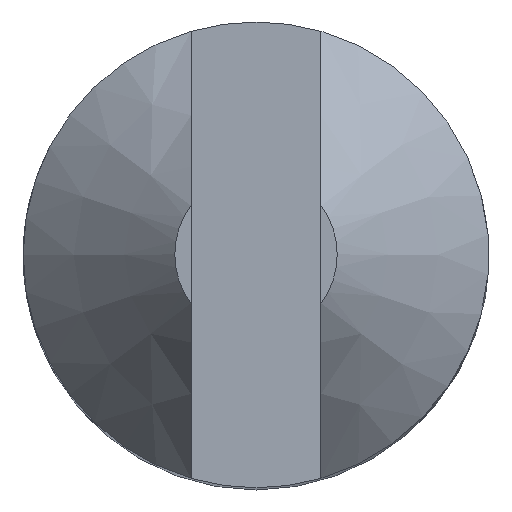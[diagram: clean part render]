
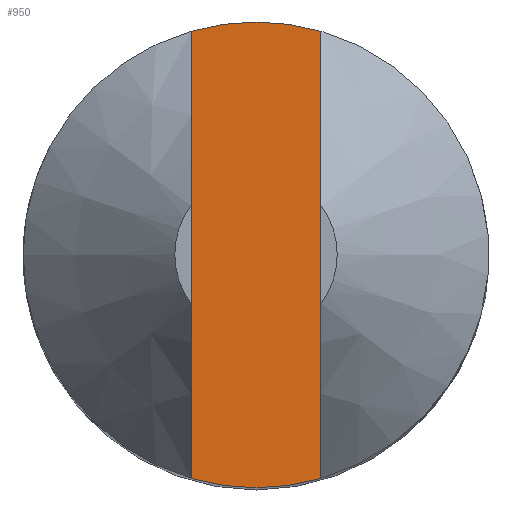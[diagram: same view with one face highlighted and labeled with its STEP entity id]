
A CAD part, top view. The second image highlights one B-rep face of the part: STEP entity #950.
In plain terms, the highlighted planar face has unit normal (0, 0, 1).
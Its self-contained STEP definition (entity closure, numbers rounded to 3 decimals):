
#747=PLANE('',#3734);
#834=FACE_OUTER_BOUND('',#1224,.T.);
#950=ADVANCED_FACE('',(#834),#747,.F.);
#1224=EDGE_LOOP('',(#1471,#1472,#1473,#1474));
#1471=ORIENTED_EDGE('',*,*,#2280,.T.);
#1472=ORIENTED_EDGE('',*,*,#2254,.F.);
#1473=ORIENTED_EDGE('',*,*,#2279,.F.);
#1474=ORIENTED_EDGE('',*,*,#2250,.F.);
#2038=VERTEX_POINT('',#5098);
#2039=VERTEX_POINT('',#5099);
#2042=VERTEX_POINT('',#5105);
#2043=VERTEX_POINT('',#5107);
#2250=EDGE_CURVE('',#2038,#2039,#2564,.T.);
#2254=EDGE_CURVE('',#2042,#2043,#2566,.T.);
#2279=EDGE_CURVE('',#2039,#2042,#2998,.T.);
#2280=EDGE_CURVE('',#2038,#2043,#2999,.T.);
#2564=CIRCLE('',#3705,2.15);
#2566=CIRCLE('',#3707,2.15);
#2998=LINE('',#5194,#3228);
#2999=LINE('',#5196,#3229);
#3228=VECTOR('',#4175,1.);
#3229=VECTOR('',#4178,1.);
#3705=AXIS2_PLACEMENT_3D('',#5097,#4111,#4112);
#3707=AXIS2_PLACEMENT_3D('',#5106,#4117,#4118);
#3734=AXIS2_PLACEMENT_3D('',#5197,#4179,#4180);
#4111=DIRECTION('',(0.,0.,-1.));
#4112=DIRECTION('',(-1.,0.,0.));
#4117=DIRECTION('',(0.,0.,-1.));
#4118=DIRECTION('',(-1.,0.,0.));
#4175=DIRECTION('',(0.,-1.,0.));
#4178=DIRECTION('',(0.,-1.,0.));
#4179=DIRECTION('',(0.,0.,-1.));
#4180=DIRECTION('',(-1.,0.,0.));
#5097=CARTESIAN_POINT('',(0.,0.,11.9));
#5098=CARTESIAN_POINT('',(-0.6,2.065,11.9));
#5099=CARTESIAN_POINT('',(0.6,2.065,11.9));
#5105=CARTESIAN_POINT('',(0.6,-2.065,11.9));
#5106=CARTESIAN_POINT('',(0.,0.,11.9));
#5107=CARTESIAN_POINT('',(-0.6,-2.065,11.9));
#5194=CARTESIAN_POINT('',(0.6,-25.,11.9));
#5196=CARTESIAN_POINT('',(-0.6,-25.,11.9));
#5197=CARTESIAN_POINT('',(0.6,-25.,11.9));
